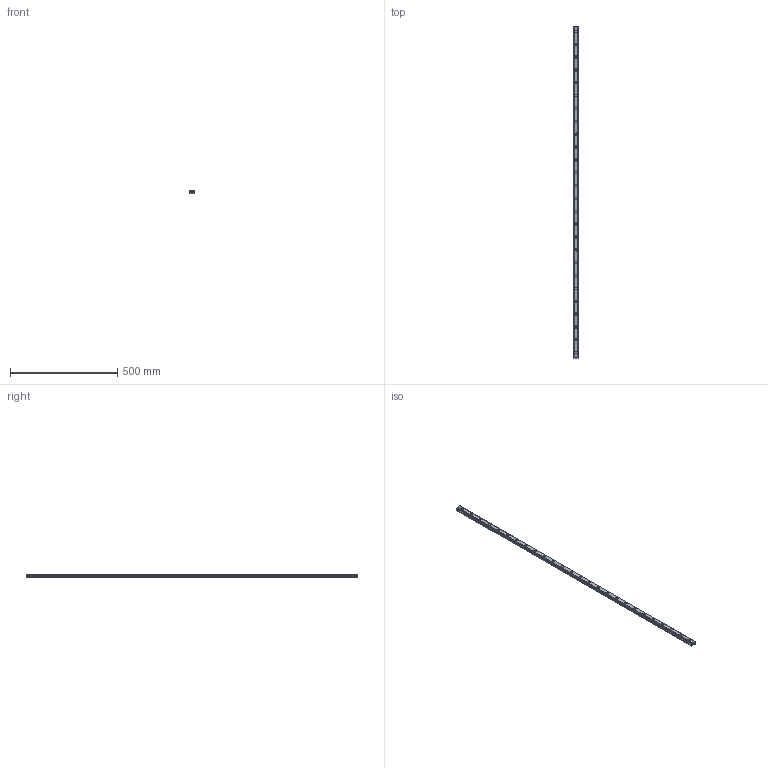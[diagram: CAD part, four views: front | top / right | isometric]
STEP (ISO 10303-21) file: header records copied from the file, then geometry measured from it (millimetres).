
FILE_DESCRIPTION(('STEP AP214'),'1');
FILE_NAME('cctmp_72071264-21C2-4E3C-97EC-35AB6847F529_2021_02_09_16_33_06_0370..stp','2021-02-09T15:33:06',('HIWIN GmbH'),('CADClick - www.CADClick.com'),'Spatial InterOp 3D',' ','unknown authorization');
FILE_SCHEMA(('AUTOMOTIVE_DESIGN'));
Length unit declared in the file: millimetre
Products named in the file (1): EGR25R1550C_FILE
Bounding box: 23 x 1550 x 18 mm (x, y, z)
Volume: 532922.8 mm3; surface area: 144474 mm2
Topology: 1 solids, 1 shells, 417 faces, 1077 edges, 718 vertices
Faces by surface type: plane 241, cylinder 176
Entity records: 16351 total; most frequent: DIRECTION 2473, CARTESIAN_POINT 2213, ORIENTED_EDGE 2154, EDGE_CURVE 1077, AXIS2_PLACEMENT_3D 978, VERTEX_POINT 718, LINE 517, VECTOR 517
